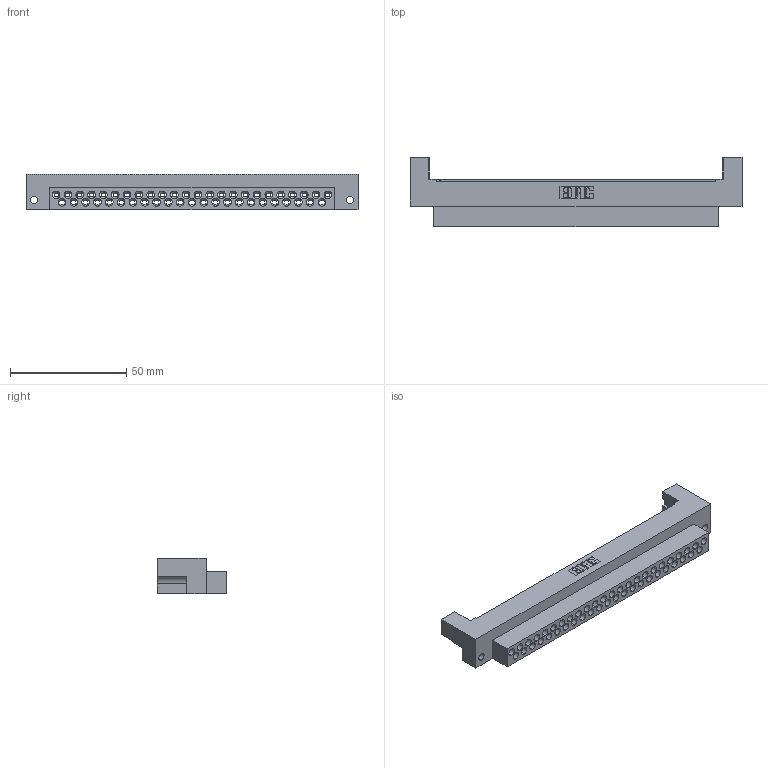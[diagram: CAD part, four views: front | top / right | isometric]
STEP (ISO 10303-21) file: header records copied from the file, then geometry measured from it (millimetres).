
FILE_DESCRIPTION (( 'STEP AP203' ), '1' );
FILE_NAME ('415-047-000-222.STEP', '2020-03-12T20:04:01', ( '' ), ( '' ), 'SwSTEP 2.0', 'SolidWorks 2016', '' );
FILE_SCHEMA (( 'CONFIG_CONTROL_DESIGN' ));
Length unit declared in the file: millimetre
Products named in the file (2): 415-210-001_415-210-047-222; 415-047-000-222
Assembly tree (1 placements, depth 2):
  415-047-000-222
    415-210-001_415-210-047-222
Bounding box: 142.75 x 29.77 x 15.09 mm (x, y, z)
Volume: 25379.3 mm3; surface area: 23125.6 mm2
Topology: 1 solids, 1 shells, 1384 faces, 4118 edges, 2697 vertices
Faces by surface type: plane 1081, cone 141, cylinder 140, bspline 22
Entity records: 47721 total; most frequent: CARTESIAN_POINT 10981, ORIENTED_EDGE 8236, DIRECTION 6853, EDGE_CURVE 4118, LINE 2899, VECTOR 2899, VERTEX_POINT 2697, AXIS2_PLACEMENT_3D 1977
